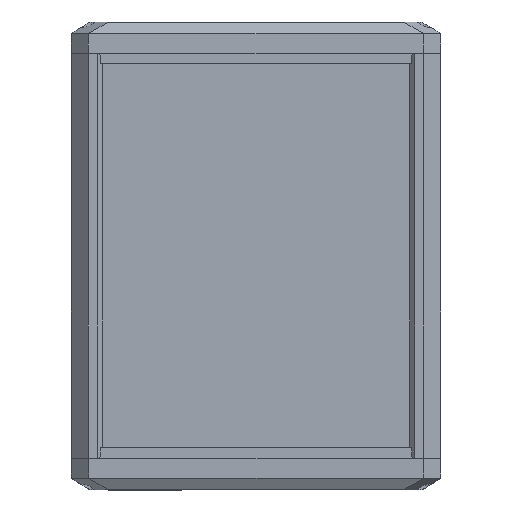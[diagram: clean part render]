
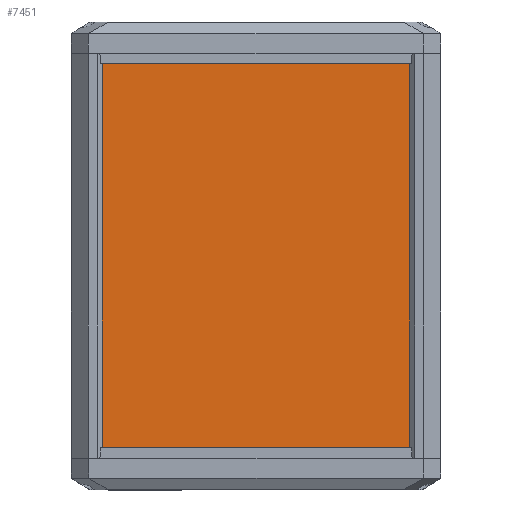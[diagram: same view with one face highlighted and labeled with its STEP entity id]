
A CAD part, top view. The second image highlights one B-rep face of the part: STEP entity #7451.
In plain terms, the highlighted face is planar.
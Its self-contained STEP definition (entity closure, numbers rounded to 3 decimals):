
#439=FACE_OUTER_BOUND('',#819,.T.);
#819=EDGE_LOOP('',(#5787,#5788,#5789,#5790));
#1680=LINE('',#11406,#2539);
#1681=LINE('',#11408,#2540);
#1682=LINE('',#11410,#2541);
#1683=LINE('',#11411,#2542);
#2539=VECTOR('',#9259,10.);
#2540=VECTOR('',#9260,10.);
#2541=VECTOR('',#9261,10.);
#2542=VECTOR('',#9262,10.);
#3274=VERTEX_POINT('',#11404);
#3275=VERTEX_POINT('',#11405);
#3276=VERTEX_POINT('',#11407);
#3277=VERTEX_POINT('',#11409);
#4180=EDGE_CURVE('',#3274,#3275,#1680,.T.);
#4181=EDGE_CURVE('',#3275,#3276,#1681,.T.);
#4182=EDGE_CURVE('',#3276,#3277,#1682,.T.);
#4183=EDGE_CURVE('',#3277,#3274,#1683,.T.);
#5787=ORIENTED_EDGE('',*,*,#4180,.T.);
#5788=ORIENTED_EDGE('',*,*,#4181,.T.);
#5789=ORIENTED_EDGE('',*,*,#4182,.T.);
#5790=ORIENTED_EDGE('',*,*,#4183,.T.);
#7133=PLANE('',#7996);
#7451=ADVANCED_FACE('',(#439),#7133,.T.);
#7996=AXIS2_PLACEMENT_3D('',#11403,#9257,#9258);
#9257=DIRECTION('center_axis',(0.,0.,-1.));
#9258=DIRECTION('ref_axis',(-1.,0.,0.));
#9259=DIRECTION('',(1.,0.,0.));
#9260=DIRECTION('',(0.,-1.,0.));
#9261=DIRECTION('',(-1.,0.,0.));
#9262=DIRECTION('',(0.,1.,0.));
#11403=CARTESIAN_POINT('Origin',(0.,0.,-1.));
#11404=CARTESIAN_POINT('',(-58.,44.9,-1.));
#11405=CARTESIAN_POINT('',(58.,44.9,-1.));
#11406=CARTESIAN_POINT('',(-58.,44.9,-1.));
#11407=CARTESIAN_POINT('',(58.,-44.9,-1.));
#11408=CARTESIAN_POINT('',(58.,44.9,-1.));
#11409=CARTESIAN_POINT('',(-58.,-44.9,-1.));
#11410=CARTESIAN_POINT('',(58.,-44.9,-1.));
#11411=CARTESIAN_POINT('',(-58.,-44.9,-1.));
